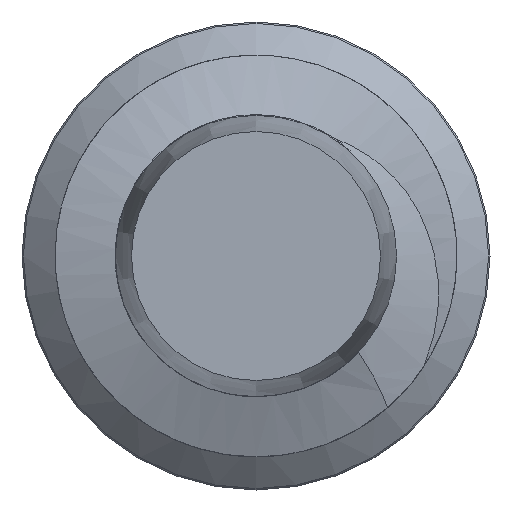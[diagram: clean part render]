
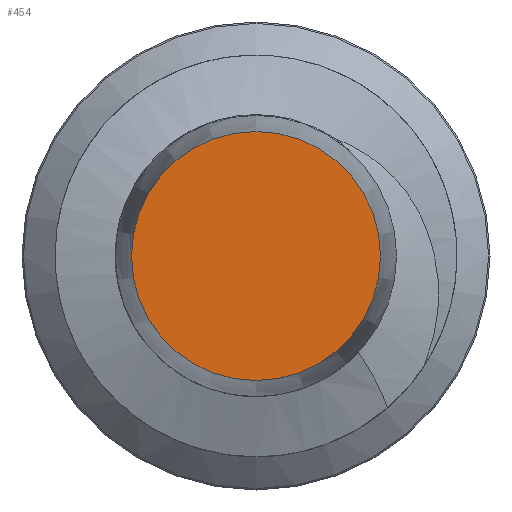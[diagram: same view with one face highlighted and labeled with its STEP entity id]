
A CAD part, front view. The second image highlights one B-rep face of the part: STEP entity #454.
In plain terms, the highlighted planar face has unit normal (0, -1, 0).
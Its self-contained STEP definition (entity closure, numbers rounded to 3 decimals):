
#29=PLANE('',#514);
#71=FACE_OUTER_BOUND('',#98,.T.);
#98=EDGE_LOOP('',(#422));
#105=CIRCLE('',#487,1.55);
#192=VERTEX_POINT('',#882);
#241=EDGE_CURVE('',#192,#192,#105,.T.);
#422=ORIENTED_EDGE('',*,*,#241,.F.);
#454=ADVANCED_FACE('',(#71),#29,.F.);
#487=AXIS2_PLACEMENT_3D('',#884,#546,#547);
#514=AXIS2_PLACEMENT_3D('',#1982,#617,#618);
#546=DIRECTION('center_axis',(0.,1.,0.));
#547=DIRECTION('ref_axis',(0.,0.,1.));
#617=DIRECTION('center_axis',(0.,1.,0.));
#618=DIRECTION('ref_axis',(0.,0.,1.));
#882=CARTESIAN_POINT('',(0.,-10.,-1.55));
#884=CARTESIAN_POINT('Origin',(0.,-10.,0.));
#1982=CARTESIAN_POINT('Origin',(1.75,-10.,0.));
